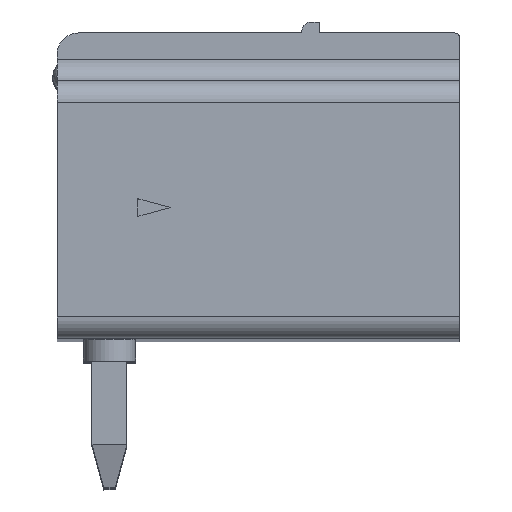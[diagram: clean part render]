
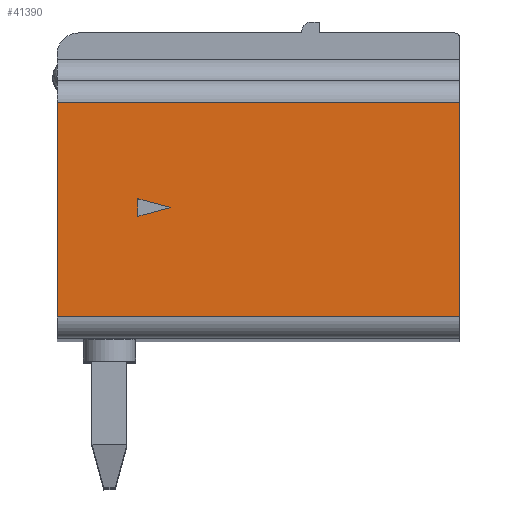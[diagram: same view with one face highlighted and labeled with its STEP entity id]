
A CAD part, top view. The second image highlights one B-rep face of the part: STEP entity #41390.
In plain terms, the highlighted planar face has unit normal (0, 0, 1).
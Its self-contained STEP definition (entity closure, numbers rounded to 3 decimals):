
#28730=CARTESIAN_POINT('',(9.2,0.5,7.1));
#28740=VERTEX_POINT('',#28730);
#28900=CARTESIAN_POINT('',(0.,0.5,7.1));
#28910=VERTEX_POINT('',#28900);
#28940=CARTESIAN_POINT('',(0.,0.5,7.1));
#28950=DIRECTION('',(-1.,0.,0.));
#28960=VECTOR('',#28950,1.);
#28970=LINE('',#28940,#28960);
#28980=EDGE_CURVE('',#28740,#28910,#28970,.T.);
#40620=CARTESIAN_POINT('',(9.2,5.4,7.1));
#40630=VERTEX_POINT('',#40620);
#40660=CARTESIAN_POINT('',(0.,5.4,7.1));
#40670=DIRECTION('',(1.,0.,0.));
#40680=VECTOR('',#40670,1.);
#40690=LINE('',#40660,#40680);
#40700=CARTESIAN_POINT('',(0.,5.4,7.1));
#40710=VERTEX_POINT('',#40700);
#40720=EDGE_CURVE('',#40710,#40630,#40690,.T.);
#40920=CARTESIAN_POINT('',(0.,0.,7.1));
#40930=DIRECTION('',(0.,0.,1.));
#40940=DIRECTION('',(1.,0.,0.));
#40950=AXIS2_PLACEMENT_3D('',#40920,#40930,#40940);
#40960=PLANE('',#40950);
#40970=CARTESIAN_POINT('',(0.,0.,7.1));
#40980=DIRECTION('',(0.,1.,0.));
#40990=VECTOR('',#40980,1.);
#41000=LINE('',#40970,#40990);
#41010=EDGE_CURVE('',#28910,#40710,#41000,.T.);
#41020=ORIENTED_EDGE('',*,*,#41010,.F.);
#41030=ORIENTED_EDGE('',*,*,#40720,.F.);
#41040=CARTESIAN_POINT('',(9.2,0.,7.1));
#41050=DIRECTION('',(0.,1.,0.));
#41060=VECTOR('',#41050,1.);
#41070=LINE('',#41040,#41060);
#41080=EDGE_CURVE('',#28740,#40630,#41070,.T.);
#41090=ORIENTED_EDGE('',*,*,#41080,.T.);
#41100=ORIENTED_EDGE('',*,*,#28980,.F.);
#41110=EDGE_LOOP('',(#41100,#41090,#41030,#41020));
#41120=FACE_OUTER_BOUND('',#41110,.T.);
#41130=CARTESIAN_POINT('',(0.,2.303,7.1));
#41140=DIRECTION('',(-0.966,-0.259,0.));
#41150=VECTOR('',#41140,1.);
#41160=LINE('',#41130,#41150);
#41170=CARTESIAN_POINT('',(2.6,3.,7.1));
#41180=VERTEX_POINT('',#41170);
#41190=CARTESIAN_POINT('',(1.85,2.799,7.1));
#41200=VERTEX_POINT('',#41190);
#41210=EDGE_CURVE('',#41180,#41200,#41160,.T.);
#41220=ORIENTED_EDGE('',*,*,#41210,.T.);
#41230=CARTESIAN_POINT('',(0.,3.697,7.1));
#41240=DIRECTION('',(0.966,-0.259,0.));
#41250=VECTOR('',#41240,1.);
#41260=LINE('',#41230,#41250);
#41270=CARTESIAN_POINT('',(1.85,3.201,7.1));
#41280=VERTEX_POINT('',#41270);
#41290=EDGE_CURVE('',#41280,#41180,#41260,.T.);
#41300=ORIENTED_EDGE('',*,*,#41290,.T.);
#41310=CARTESIAN_POINT('',(1.85,0.,7.1));
#41320=DIRECTION('',(0.,1.,0.));
#41330=VECTOR('',#41320,1.);
#41340=LINE('',#41310,#41330);
#41350=EDGE_CURVE('',#41200,#41280,#41340,.T.);
#41360=ORIENTED_EDGE('',*,*,#41350,.T.);
#41370=EDGE_LOOP('',(#41360,#41300,#41220));
#41380=FACE_BOUND('',#41370,.T.);
#41390=ADVANCED_FACE('',(#41120,#41380),#40960,.T.);
